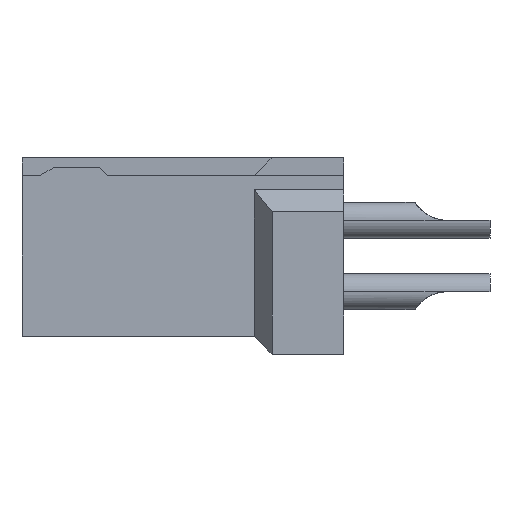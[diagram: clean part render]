
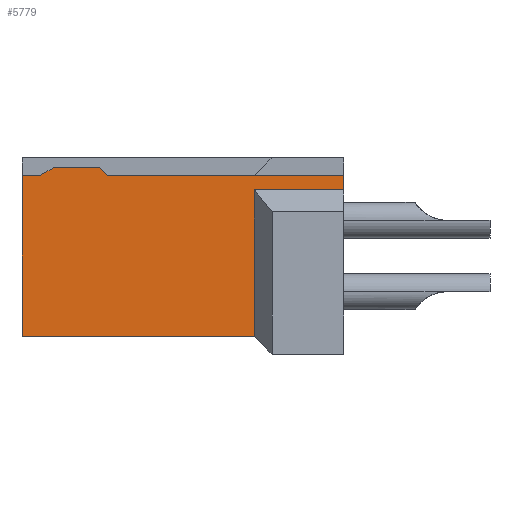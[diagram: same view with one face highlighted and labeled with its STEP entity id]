
A CAD part, left-side view. The second image highlights one B-rep face of the part: STEP entity #5779.
In plain terms, the highlighted planar face has unit normal (-1, 0, 0).
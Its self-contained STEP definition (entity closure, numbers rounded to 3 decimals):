
#21=DIRECTION('',(0.,0.,1.));
#22=VECTOR('',#21,0.4);
#23=CARTESIAN_POINT('',(-9.4,0.,1.85));
#24=LINE('',#23,#22);
#589=DIRECTION('',(0.,0.,-1.));
#590=VECTOR('',#589,4.5);
#591=CARTESIAN_POINT('',(-9.4,9.,2.25));
#592=LINE('',#591,#590);
#893=DIRECTION('',(0.,-1.,0.));
#894=VECTOR('',#893,6.5);
#895=CARTESIAN_POINT('',(-9.4,9.,-2.25));
#896=LINE('',#895,#894);
#1185=DIRECTION('',(0.,0.866,-0.5));
#1186=VECTOR('',#1185,0.46);
#1187=CARTESIAN_POINT('',(-9.4,8.102,2.48));
#1188=LINE('',#1187,#1186);
#1189=DIRECTION('',(0.,-1.,0.));
#1190=VECTOR('',#1189,1.272);
#1191=CARTESIAN_POINT('',(-9.4,8.102,2.48));
#1192=LINE('',#1191,#1190);
#1193=DIRECTION('',(0.,0.707,0.707));
#1194=VECTOR('',#1193,0.325);
#1195=CARTESIAN_POINT('',(-9.4,6.6,2.25));
#1196=LINE('',#1195,#1194);
#1197=DIRECTION('',(0.,-1.,0.));
#1198=VECTOR('',#1197,6.6);
#1199=CARTESIAN_POINT('',(-9.4,6.6,2.25));
#1200=LINE('',#1199,#1198);
#1201=DIRECTION('',(0.,1.,0.));
#1202=VECTOR('',#1201,2.5);
#1203=CARTESIAN_POINT('',(-9.4,0.,1.85));
#1204=LINE('',#1203,#1202);
#1205=DIRECTION('',(0.,0.,-1.));
#1206=VECTOR('',#1205,4.1);
#1207=CARTESIAN_POINT('',(-9.4,2.5,1.85));
#1208=LINE('',#1207,#1206);
#1209=DIRECTION('',(0.,-1.,0.));
#1210=VECTOR('',#1209,0.5);
#1211=CARTESIAN_POINT('',(-9.4,9.,2.25));
#1212=LINE('',#1211,#1210);
#3604=CARTESIAN_POINT('',(-9.4,9.,2.25));
#3605=CARTESIAN_POINT('',(-9.4,9.,-2.25));
#3606=VERTEX_POINT('',#3604);
#3607=VERTEX_POINT('',#3605);
#3614=CARTESIAN_POINT('',(-9.4,0.,2.25));
#3616=VERTEX_POINT('',#3614);
#3632=CARTESIAN_POINT('',(-9.4,2.5,-2.25));
#3634=VERTEX_POINT('',#3632);
#3663=CARTESIAN_POINT('',(-9.4,2.5,1.85));
#3665=VERTEX_POINT('',#3663);
#3666=CARTESIAN_POINT('',(-9.4,0.,1.85));
#3667=VERTEX_POINT('',#3666);
#3694=CARTESIAN_POINT('',(-9.4,8.102,2.48));
#3695=CARTESIAN_POINT('',(-9.4,8.5,2.25));
#3696=VERTEX_POINT('',#3694);
#3697=VERTEX_POINT('',#3695);
#3710=CARTESIAN_POINT('',(-9.4,6.6,2.25));
#3711=CARTESIAN_POINT('',(-9.4,6.83,2.48));
#3712=VERTEX_POINT('',#3710);
#3713=VERTEX_POINT('',#3711);
#5759=CARTESIAN_POINT('',(-9.4,9.,2.25));
#5760=DIRECTION('',(1.,0.,0.));
#5761=DIRECTION('',(0.,0.,-1.));
#5762=AXIS2_PLACEMENT_3D('',#5759,#5760,#5761);
#5763=PLANE('',#5762);
#5765=ORIENTED_EDGE('',*,*,#5764,.F.);
#5767=ORIENTED_EDGE('',*,*,#5766,.T.);
#5769=ORIENTED_EDGE('',*,*,#5768,.F.);
#5770=ORIENTED_EDGE('',*,*,#4905,.T.);
#5771=ORIENTED_EDGE('',*,*,#4433,.F.);
#5772=ORIENTED_EDGE('',*,*,#5751,.T.);
#5773=ORIENTED_EDGE('',*,*,#5740,.T.);
#5774=ORIENTED_EDGE('',*,*,#5181,.F.);
#5775=ORIENTED_EDGE('',*,*,#4987,.F.);
#5776=ORIENTED_EDGE('',*,*,#4894,.T.);
#5777=EDGE_LOOP('',(#5765,#5767,#5769,#5770,#5771,#5772,#5773,#5774,#5775,
#5776));
#5778=FACE_OUTER_BOUND('',#5777,.F.);
#4433=EDGE_CURVE('',#3667,#3616,#24,.T.);
#4894=EDGE_CURVE('',#3606,#3697,#1212,.T.);
#4905=EDGE_CURVE('',#3712,#3616,#1200,.T.);
#4987=EDGE_CURVE('',#3606,#3607,#592,.T.);
#5181=EDGE_CURVE('',#3607,#3634,#896,.T.);
#5740=EDGE_CURVE('',#3665,#3634,#1208,.T.);
#5751=EDGE_CURVE('',#3667,#3665,#1204,.T.);
#5764=EDGE_CURVE('',#3696,#3697,#1188,.T.);
#5766=EDGE_CURVE('',#3696,#3713,#1192,.T.);
#5768=EDGE_CURVE('',#3712,#3713,#1196,.T.);
#5779=ADVANCED_FACE('',(#5778),#5763,.F.);
